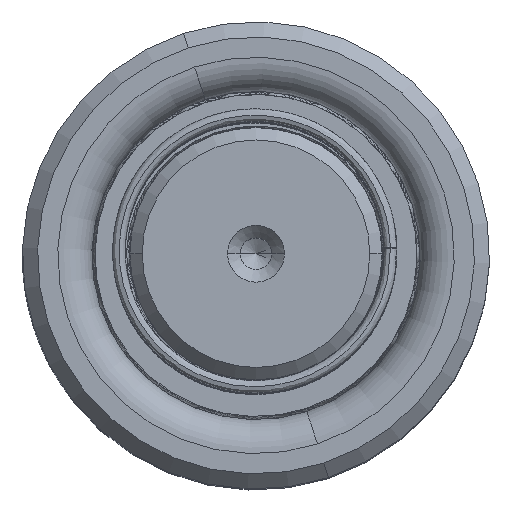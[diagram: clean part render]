
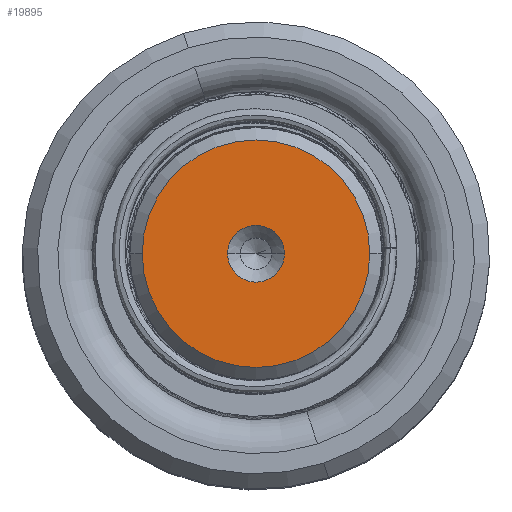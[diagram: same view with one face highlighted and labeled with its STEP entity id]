
A CAD part, top view. The second image highlights one B-rep face of the part: STEP entity #19895.
In plain terms, the highlighted planar face has unit normal (0, 0, 1).
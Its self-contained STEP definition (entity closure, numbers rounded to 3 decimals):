
#1051 = CARTESIAN_POINT ( 'NONE',  ( -2.25, 0., 130. ) ) ;
#1205 = AXIS2_PLACEMENT_3D ( 'NONE', #33735, #15588, #16107 ) ;
#1994 = FACE_BOUND ( 'NONE', #34731, .T. ) ;
#2850 = AXIS2_PLACEMENT_3D ( 'NONE', #11400, #35510, #3108 ) ;
#3108 = DIRECTION ( 'NONE',  ( 1., 0., 0. ) ) ;
#4818 = FACE_OUTER_BOUND ( 'NONE', #27086, .T. ) ;
#5166 = CIRCLE ( 'NONE', #12252, 9.009 ) ;
#5715 = AXIS2_PLACEMENT_3D ( 'NONE', #30911, #6963, #13048 ) ;
#6963 = DIRECTION ( 'NONE',  ( 0., 0., 1. ) ) ;
#8359 = EDGE_CURVE ( 'NONE', #20361, #27400, #14584, .T. ) ;
#8709 = CARTESIAN_POINT ( 'NONE',  ( -9.009, 0., 130. ) ) ;
#9982 = AXIS2_PLACEMENT_3D ( 'NONE', #23208, #28847, #11098 ) ;
#10551 = CIRCLE ( 'NONE', #2850, 2.25 ) ;
#10618 = DIRECTION ( 'NONE',  ( 0., 0., 1. ) ) ;
#11098 = DIRECTION ( 'NONE',  ( 1., 0., 0. ) ) ;
#11400 = CARTESIAN_POINT ( 'NONE',  ( 0., 0., 130. ) ) ;
#12252 = AXIS2_PLACEMENT_3D ( 'NONE', #19580, #10618, #16427 ) ;
#13048 = DIRECTION ( 'NONE',  ( 1., 0., 0. ) ) ;
#14330 = EDGE_CURVE ( 'NONE', #30004, #29162, #5166, .T. ) ;
#14584 = CIRCLE ( 'NONE', #1205, 2.25 ) ;
#15588 = DIRECTION ( 'NONE',  ( 0., 0., 1. ) ) ;
#16107 = DIRECTION ( 'NONE',  ( 1., 0., 0. ) ) ;
#16427 = DIRECTION ( 'NONE',  ( 1., 0., 0. ) ) ;
#19580 = CARTESIAN_POINT ( 'NONE',  ( 0., 0., 130. ) ) ;
#19895 = ADVANCED_FACE ( 'NONE', ( #1994, #4818 ), #28201, .T. ) ;
#20361 = VERTEX_POINT ( 'NONE', #1051 ) ;
#21120 = ORIENTED_EDGE ( 'NONE', *, *, #23676, .T. ) ;
#21161 = ORIENTED_EDGE ( 'NONE', *, *, #14330, .T. ) ;
#21429 = CIRCLE ( 'NONE', #9982, 9.009 ) ;
#21444 = CARTESIAN_POINT ( 'NONE',  ( 2.25, 0., 130. ) ) ;
#23208 = CARTESIAN_POINT ( 'NONE',  ( 0., 0., 130. ) ) ;
#23676 = EDGE_CURVE ( 'NONE', #29162, #30004, #21429, .T. ) ;
#24804 = CARTESIAN_POINT ( 'NONE',  ( 9.009, 0., 130. ) ) ;
#26264 = ORIENTED_EDGE ( 'NONE', *, *, #31704, .F. ) ;
#27086 = EDGE_LOOP ( 'NONE', ( #21161, #21120 ) ) ;
#27400 = VERTEX_POINT ( 'NONE', #21444 ) ;
#28201 = PLANE ( 'NONE',  #5715 ) ;
#28847 = DIRECTION ( 'NONE',  ( 0., 0., 1. ) ) ;
#29162 = VERTEX_POINT ( 'NONE', #24804 ) ;
#30004 = VERTEX_POINT ( 'NONE', #8709 ) ;
#30911 = CARTESIAN_POINT ( 'NONE',  ( 0., 0., 130. ) ) ;
#31244 = ORIENTED_EDGE ( 'NONE', *, *, #8359, .F. ) ;
#31704 = EDGE_CURVE ( 'NONE', #27400, #20361, #10551, .T. ) ;
#33735 = CARTESIAN_POINT ( 'NONE',  ( 0., 0., 130. ) ) ;
#34731 = EDGE_LOOP ( 'NONE', ( #26264, #31244 ) ) ;
#35510 = DIRECTION ( 'NONE',  ( 0., 0., 1. ) ) ;
